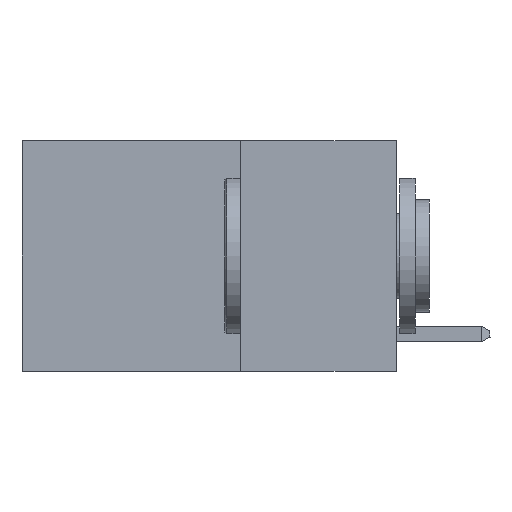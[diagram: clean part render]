
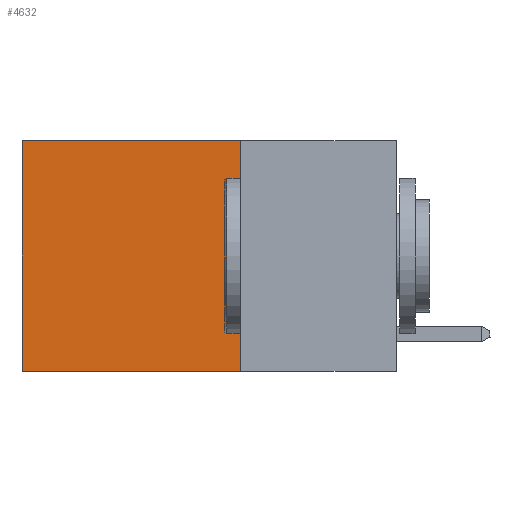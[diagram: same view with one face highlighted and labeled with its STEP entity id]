
A CAD part, left-side view. The second image highlights one B-rep face of the part: STEP entity #4632.
In plain terms, the highlighted planar face has unit normal (-1, 0, 0).
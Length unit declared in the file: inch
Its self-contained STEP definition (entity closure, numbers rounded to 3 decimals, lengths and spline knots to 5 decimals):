
#300 = DIRECTION ( 'NONE',  ( 0., 0., -1. ) ) ;
#343 = EDGE_LOOP ( 'NONE', ( #11526, #7306, #10488, #2571 ) ) ;
#479 = CARTESIAN_POINT ( 'NONE',  ( 0.2625, 0.6, 0. ) ) ;
#526 = CARTESIAN_POINT ( 'NONE',  ( 0.2625, 0.25, 0. ) ) ;
#1028 = AXIS2_PLACEMENT_3D ( 'NONE', #526, #12241, #11993 ) ;
#1348 = VECTOR ( 'NONE', #4050, 39.37008 ) ;
#1814 = CARTESIAN_POINT ( 'NONE',  ( 0.2625, 0.6, 0. ) ) ;
#1854 = PLANE ( 'NONE',  #1028 ) ;
#1936 = EDGE_CURVE ( 'NONE', #6909, #9599, #14302, .T. ) ;
#1973 = EDGE_CURVE ( 'NONE', #7590, #12109, #15730, .T. ) ;
#2571 = ORIENTED_EDGE ( 'NONE', *, *, #13704, .T. ) ;
#2622 = CARTESIAN_POINT ( 'NONE',  ( 0.2625, 0.25, 0. ) ) ;
#3468 = CARTESIAN_POINT ( 'NONE',  ( 0.2625, 0.25, -0.37 ) ) ;
#3719 = LINE ( 'NONE', #2622, #5666 ) ;
#3925 = FACE_OUTER_BOUND ( 'NONE', #343, .T. ) ;
#3983 = CARTESIAN_POINT ( 'NONE',  ( 0.2625, 0.25, -0.37 ) ) ;
#4050 = DIRECTION ( 'NONE',  ( 0., 0., -1. ) ) ;
#4632 = ADVANCED_FACE ( 'NONE', ( #3925 ), #1854, .F. ) ;
#4633 = DIRECTION ( 'NONE',  ( 0., 1., 0. ) ) ;
#5666 = VECTOR ( 'NONE', #6183, 39.37008 ) ;
#6183 = DIRECTION ( 'NONE',  ( 0., 1., 0. ) ) ;
#6909 = VERTEX_POINT ( 'NONE', #479 ) ;
#7306 = ORIENTED_EDGE ( 'NONE', *, *, #7911, .F. ) ;
#7590 = VERTEX_POINT ( 'NONE', #12235 ) ;
#7872 = CARTESIAN_POINT ( 'NONE',  ( 0.2625, 0.25, 0. ) ) ;
#7911 = EDGE_CURVE ( 'NONE', #12109, #9599, #11871, .T. ) ;
#8512 = VECTOR ( 'NONE', #300, 39.37008 ) ;
#9599 = VERTEX_POINT ( 'NONE', #14288 ) ;
#10488 = ORIENTED_EDGE ( 'NONE', *, *, #1973, .F. ) ;
#10606 = VECTOR ( 'NONE', #4633, 39.37008 ) ;
#11526 = ORIENTED_EDGE ( 'NONE', *, *, #1936, .T. ) ;
#11871 = LINE ( 'NONE', #3468, #10606 ) ;
#11993 = DIRECTION ( 'NONE',  ( 0., 0., -1. ) ) ;
#12109 = VERTEX_POINT ( 'NONE', #3983 ) ;
#12235 = CARTESIAN_POINT ( 'NONE',  ( 0.2625, 0.25, 0. ) ) ;
#12241 = DIRECTION ( 'NONE',  ( 1., 0., 0. ) ) ;
#13704 = EDGE_CURVE ( 'NONE', #7590, #6909, #3719, .T. ) ;
#14288 = CARTESIAN_POINT ( 'NONE',  ( 0.2625, 0.6, -0.37 ) ) ;
#14302 = LINE ( 'NONE', #1814, #8512 ) ;
#15730 = LINE ( 'NONE', #7872, #1348 ) ;
